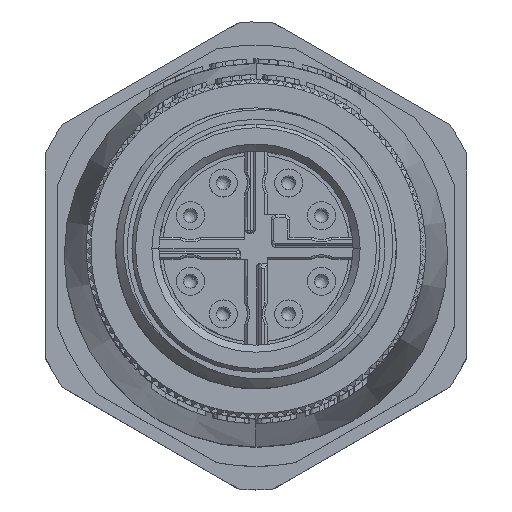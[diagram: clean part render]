
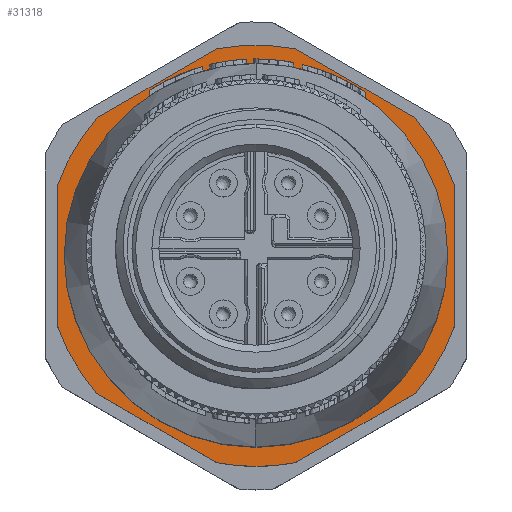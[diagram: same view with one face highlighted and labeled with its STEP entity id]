
A CAD part, top view. The second image highlights one B-rep face of the part: STEP entity #31318.
In plain terms, the highlighted face is planar.
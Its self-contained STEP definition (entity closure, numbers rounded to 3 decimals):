
#905 = ORIENTED_EDGE ( 'NONE', *, *, #33944, .T. ) ;
#1042 = EDGE_CURVE ( 'NONE', #65554, #24172, #22191, .T. ) ;
#1314 = VERTEX_POINT ( 'NONE', #42540 ) ;
#1460 = VERTEX_POINT ( 'NONE', #19055 ) ;
#2030 = VERTEX_POINT ( 'NONE', #50285 ) ;
#2403 = DIRECTION ( 'NONE',  ( -1., 0., 0. ) ) ;
#4184 = CARTESIAN_POINT ( 'NONE',  ( 5.882, -6.812, -19.5 ) ) ;
#5069 = EDGE_CURVE ( 'NONE', #65450, #16793, #42735, .T. ) ;
#8915 = VECTOR ( 'NONE', #25923, 1000. ) ;
#9458 = ORIENTED_EDGE ( 'NONE', *, *, #10333, .T. ) ;
#10333 = EDGE_CURVE ( 'NONE', #11683, #2030, #36529, .T. ) ;
#11683 = VERTEX_POINT ( 'NONE', #37523 ) ;
#11902 = DIRECTION ( 'NONE',  ( -1., 0., 0. ) ) ;
#12707 = FACE_OUTER_BOUND ( 'NONE', #28635, .T. ) ;
#12984 = ORIENTED_EDGE ( 'NONE', *, *, #38652, .T. ) ;
#13410 = VECTOR ( 'NONE', #17445, 1000. ) ;
#13671 = EDGE_LOOP ( 'NONE', ( #50645, #14134 ) ) ;
#13681 = ORIENTED_EDGE ( 'NONE', *, *, #55894, .T. ) ;
#14134 = ORIENTED_EDGE ( 'NONE', *, *, #30448, .F. ) ;
#14343 = LINE ( 'NONE', #46020, #60600 ) ;
#15183 = DIRECTION ( 'NONE',  ( -0.5, -0.866, 0. ) ) ;
#15615 = EDGE_CURVE ( 'NONE', #39224, #45614, #52674, .T. ) ;
#15971 = AXIS2_PLACEMENT_3D ( 'NONE', #29167, #49386, #23944 ) ;
#16410 = CARTESIAN_POINT ( 'NONE',  ( 7.25, 0., -19.5 ) ) ;
#16787 = CIRCLE ( 'NONE', #26735, 9. ) ;
#16793 = VERTEX_POINT ( 'NONE', #66769 ) ;
#17445 = DIRECTION ( 'NONE',  ( -0.5, 0.866, 0. ) ) ;
#18654 = DIRECTION ( 'NONE',  ( 1., 0., 0. ) ) ;
#18657 = DIRECTION ( 'NONE',  ( -1., 0., 0. ) ) ;
#19055 = CARTESIAN_POINT ( 'NONE',  ( -2.958, 8.5, -19.5 ) ) ;
#19806 = DIRECTION ( 'NONE',  ( 0.5, 0.866, 0. ) ) ;
#21460 = ORIENTED_EDGE ( 'NONE', *, *, #60015, .T. ) ;
#21944 = CIRCLE ( 'NONE', #52437, 9. ) ;
#22191 = CIRCLE ( 'NONE', #57158, 9. ) ;
#22281 = CARTESIAN_POINT ( 'NONE',  ( -8.84, 1.688, -19.5 ) ) ;
#22597 = CARTESIAN_POINT ( 'NONE',  ( 0., 0., -19.5 ) ) ;
#22816 = CARTESIAN_POINT ( 'NONE',  ( 0., 0., -19.5 ) ) ;
#23036 = DIRECTION ( 'NONE',  ( -1., 0., 0. ) ) ;
#23159 = DIRECTION ( 'NONE',  ( -1., 0., 0. ) ) ;
#23389 = DIRECTION ( 'NONE',  ( 0., 0., -1. ) ) ;
#23944 = DIRECTION ( 'NONE',  ( -1., 0., 0. ) ) ;
#24172 = VERTEX_POINT ( 'NONE', #41180 ) ;
#24417 = ORIENTED_EDGE ( 'NONE', *, *, #1042, .T. ) ;
#24419 = VERTEX_POINT ( 'NONE', #32529 ) ;
#25157 = DIRECTION ( 'NONE',  ( -1., 0., 0. ) ) ;
#25684 = EDGE_CURVE ( 'NONE', #1460, #65554, #52941, .T. ) ;
#25923 = DIRECTION ( 'NONE',  ( 0.5, -0.866, 0. ) ) ;
#25978 = DIRECTION ( 'NONE',  ( 0., 0., -1. ) ) ;
#26689 = DIRECTION ( 'NONE',  ( 0., 0., -1. ) ) ;
#26735 = AXIS2_PLACEMENT_3D ( 'NONE', #61886, #67091, #30589 ) ;
#27140 = ORIENTED_EDGE ( 'NONE', *, *, #25684, .T. ) ;
#27333 = CARTESIAN_POINT ( 'NONE',  ( 0., 0., -19.5 ) ) ;
#27443 = LINE ( 'NONE', #35437, #51801 ) ;
#27986 = LINE ( 'NONE', #63909, #13410 ) ;
#28635 = EDGE_LOOP ( 'NONE', ( #12984, #39120, #27140, #24417, #63971, #53564, #21460, #13681, #905, #9458, #47433, #36938, #32226 ) ) ;
#29167 = CARTESIAN_POINT ( 'NONE',  ( 0., 0., -19.5 ) ) ;
#30448 = EDGE_CURVE ( 'NONE', #45614, #39224, #45287, .T. ) ;
#30589 = DIRECTION ( 'NONE',  ( -1., 0., 0. ) ) ;
#31318 = ADVANCED_FACE ( 'NONE', ( #66254, #12707 ), #64657, .T. ) ;
#32226 = ORIENTED_EDGE ( 'NONE', *, *, #65715, .T. ) ;
#32460 = CARTESIAN_POINT ( 'NONE',  ( 0., 0., -19.5 ) ) ;
#32529 = CARTESIAN_POINT ( 'NONE',  ( -8.84, -1.688, -19.5 ) ) ;
#32679 = DIRECTION ( 'NONE',  ( -1., 0., 0. ) ) ;
#33323 = VERTEX_POINT ( 'NONE', #36947 ) ;
#33944 = EDGE_CURVE ( 'NONE', #1314, #11683, #58700, .T. ) ;
#34400 = DIRECTION ( 'NONE',  ( -1., 0., 0. ) ) ;
#35437 = CARTESIAN_POINT ( 'NONE',  ( -9.815, 0., -19.5 ) ) ;
#36115 = CARTESIAN_POINT ( 'NONE',  ( 4.907, 8.5, -19.5 ) ) ;
#36529 = CIRCLE ( 'NONE', #60542, 9. ) ;
#36938 = ORIENTED_EDGE ( 'NONE', *, *, #57629, .T. ) ;
#36947 = CARTESIAN_POINT ( 'NONE',  ( -5.882, 6.812, -19.5 ) ) ;
#37523 = CARTESIAN_POINT ( 'NONE',  ( -2.958, -8.5, -19.5 ) ) ;
#37679 = CARTESIAN_POINT ( 'NONE',  ( 8.84, 1.688, -19.5 ) ) ;
#38261 = DIRECTION ( 'NONE',  ( 0., 0., -1. ) ) ;
#38652 = EDGE_CURVE ( 'NONE', #40206, #33323, #27443, .T. ) ;
#39120 = ORIENTED_EDGE ( 'NONE', *, *, #65439, .T. ) ;
#39224 = VERTEX_POINT ( 'NONE', #59162 ) ;
#39246 = CARTESIAN_POINT ( 'NONE',  ( 4.907, -8.5, -19.5 ) ) ;
#40175 = CARTESIAN_POINT ( 'NONE',  ( 2.958, 8.5, -19.5 ) ) ;
#40206 = VERTEX_POINT ( 'NONE', #22281 ) ;
#41180 = CARTESIAN_POINT ( 'NONE',  ( 5.882, 6.812, -19.5 ) ) ;
#42540 = CARTESIAN_POINT ( 'NONE',  ( 2.958, -8.5, -19.5 ) ) ;
#42735 = CIRCLE ( 'NONE', #65109, 9. ) ;
#43043 = EDGE_CURVE ( 'NONE', #24172, #65450, #58357, .T. ) ;
#43530 = VERTEX_POINT ( 'NONE', #58802 ) ;
#44787 = VERTEX_POINT ( 'NONE', #4184 ) ;
#45287 = CIRCLE ( 'NONE', #59769, 7.25 ) ;
#45614 = VERTEX_POINT ( 'NONE', #16410 ) ;
#46020 = CARTESIAN_POINT ( 'NONE',  ( 9.815, 0., -19.5 ) ) ;
#47433 = ORIENTED_EDGE ( 'NONE', *, *, #51165, .T. ) ;
#48349 = DIRECTION ( 'NONE',  ( 0., 0., -1. ) ) ;
#49386 = DIRECTION ( 'NONE',  ( 0., 0., -1. ) ) ;
#49721 = DIRECTION ( 'NONE',  ( 0., 0., -1. ) ) ;
#50285 = CARTESIAN_POINT ( 'NONE',  ( -5.882, -6.812, -19.5 ) ) ;
#50645 = ORIENTED_EDGE ( 'NONE', *, *, #15615, .F. ) ;
#51165 = EDGE_CURVE ( 'NONE', #2030, #24419, #27986, .T. ) ;
#51801 = VECTOR ( 'NONE', #19806, 1000. ) ;
#52437 = AXIS2_PLACEMENT_3D ( 'NONE', #60242, #55029, #34400 ) ;
#52674 = CIRCLE ( 'NONE', #15971, 7.25 ) ;
#52941 = LINE ( 'NONE', #66685, #60171 ) ;
#53556 = CARTESIAN_POINT ( 'NONE',  ( 0., 0., -19.5 ) ) ;
#53564 = ORIENTED_EDGE ( 'NONE', *, *, #5069, .T. ) ;
#55029 = DIRECTION ( 'NONE',  ( 0., 0., -1. ) ) ;
#55894 = EDGE_CURVE ( 'NONE', #44787, #1314, #21944, .T. ) ;
#56513 = CIRCLE ( 'NONE', #62363, 9. ) ;
#57158 = AXIS2_PLACEMENT_3D ( 'NONE', #22816, #64757, #23036 ) ;
#57528 = CIRCLE ( 'NONE', #60798, 9. ) ;
#57629 = EDGE_CURVE ( 'NONE', #24419, #43530, #57528, .T. ) ;
#57741 = CARTESIAN_POINT ( 'NONE',  ( 0., 0., -19.5 ) ) ;
#58357 = LINE ( 'NONE', #36115, #8915 ) ;
#58700 = LINE ( 'NONE', #39246, #66004 ) ;
#58802 = CARTESIAN_POINT ( 'NONE',  ( -9., 0., -19.5 ) ) ;
#59162 = CARTESIAN_POINT ( 'NONE',  ( -7.25, 0., -19.5 ) ) ;
#59417 = CARTESIAN_POINT ( 'NONE',  ( 0., 0., -19.5 ) ) ;
#59769 = AXIS2_PLACEMENT_3D ( 'NONE', #27333, #25978, #11902 ) ;
#60015 = EDGE_CURVE ( 'NONE', #16793, #44787, #14343, .T. ) ;
#60171 = VECTOR ( 'NONE', #18654, 1000. ) ;
#60242 = CARTESIAN_POINT ( 'NONE',  ( 0., 0., -19.5 ) ) ;
#60542 = AXIS2_PLACEMENT_3D ( 'NONE', #57741, #26689, #62977 ) ;
#60600 = VECTOR ( 'NONE', #15183, 1000. ) ;
#60798 = AXIS2_PLACEMENT_3D ( 'NONE', #22597, #38261, #2403 ) ;
#61886 = CARTESIAN_POINT ( 'NONE',  ( 0., 0., -19.5 ) ) ;
#62363 = AXIS2_PLACEMENT_3D ( 'NONE', #53556, #49721, #18657 ) ;
#62977 = DIRECTION ( 'NONE',  ( -1., 0., 0. ) ) ;
#63733 = AXIS2_PLACEMENT_3D ( 'NONE', #59417, #23389, #23159 ) ;
#63909 = CARTESIAN_POINT ( 'NONE',  ( -4.907, -8.5, -19.5 ) ) ;
#63971 = ORIENTED_EDGE ( 'NONE', *, *, #43043, .T. ) ;
#64657 = PLANE ( 'NONE',  #63733 ) ;
#64757 = DIRECTION ( 'NONE',  ( 0., 0., -1. ) ) ;
#65109 = AXIS2_PLACEMENT_3D ( 'NONE', #32460, #48349, #32679 ) ;
#65439 = EDGE_CURVE ( 'NONE', #33323, #1460, #56513, .T. ) ;
#65450 = VERTEX_POINT ( 'NONE', #37679 ) ;
#65554 = VERTEX_POINT ( 'NONE', #40175 ) ;
#65715 = EDGE_CURVE ( 'NONE', #43530, #40206, #16787, .T. ) ;
#66004 = VECTOR ( 'NONE', #25157, 1000. ) ;
#66254 = FACE_BOUND ( 'NONE', #13671, .T. ) ;
#66685 = CARTESIAN_POINT ( 'NONE',  ( -4.907, 8.5, -19.5 ) ) ;
#66769 = CARTESIAN_POINT ( 'NONE',  ( 8.84, -1.688, -19.5 ) ) ;
#67091 = DIRECTION ( 'NONE',  ( 0., 0., -1. ) ) ;
